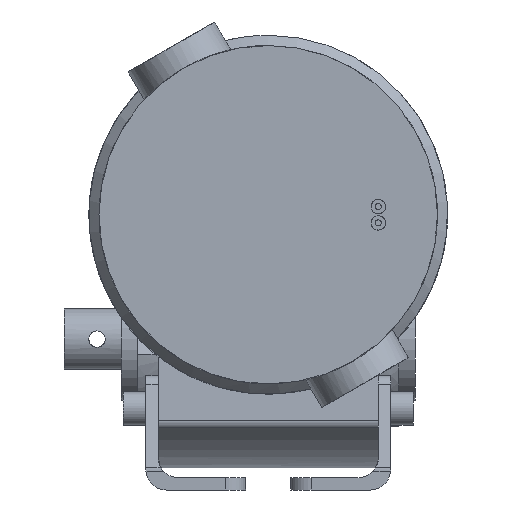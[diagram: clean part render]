
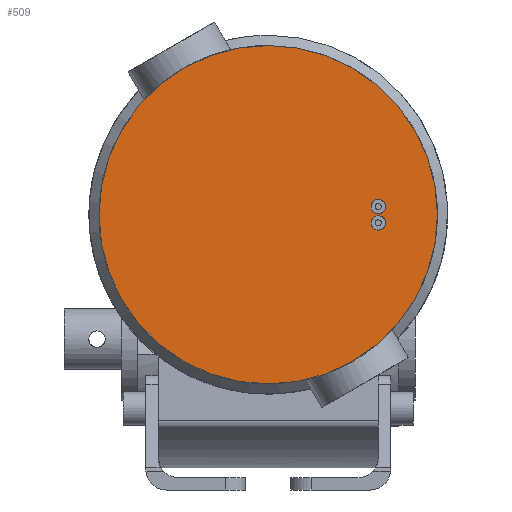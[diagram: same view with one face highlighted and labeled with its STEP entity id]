
A CAD part, left-side view. The second image highlights one B-rep face of the part: STEP entity #509.
In plain terms, the highlighted planar face has unit normal (-1, 0, 0).
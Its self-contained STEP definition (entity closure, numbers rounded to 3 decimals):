
#509 = ADVANCED_FACE( '', ( #1055, #1056, #1057 ), #1058, .T. );
#1055 = FACE_BOUND( '', #1604, .T. );
#1056 = FACE_BOUND( '', #1605, .T. );
#1057 = FACE_OUTER_BOUND( '', #1606, .T. );
#1058 = PLANE( '', #1607 );
#1604 = EDGE_LOOP( '', ( #2971 ) );
#1605 = EDGE_LOOP( '', ( #2972 ) );
#1606 = EDGE_LOOP( '', ( #2973 ) );
#1607 = AXIS2_PLACEMENT_3D( '', #2974, #2975, #2976 );
#2971 = ORIENTED_EDGE( '', *, *, #3219, .F. );
#2972 = ORIENTED_EDGE( '', *, *, #3410, .F. );
#2973 = ORIENTED_EDGE( '', *, *, #3532, .T. );
#2974 = CARTESIAN_POINT( '', ( 0., 0., 0. ) );
#2975 = DIRECTION( '', ( -1., 0., 0. ) );
#2976 = DIRECTION( '', ( 0., 0., 1. ) );
#3219 = EDGE_CURVE( '', #3896, #3896, #3897, .T. );
#3410 = EDGE_CURVE( '', #4177, #4177, #4178, .T. );
#3532 = EDGE_CURVE( '', #4330, #4330, #4331, .T. );
#3896 = VERTEX_POINT( '', #5047 );
#3897 = CIRCLE( '', #5048, 1.75 );
#4177 = VERTEX_POINT( '', #5453 );
#4178 = CIRCLE( '', #5454, 1.75 );
#4330 = VERTEX_POINT( '', #5736 );
#4331 = CIRCLE( '', #5737, 41.5 );
#5047 = CARTESIAN_POINT( '', ( 0., -27., 3.75 ) );
#5048 = AXIS2_PLACEMENT_3D( '', #6032, #6033, #6034 );
#5453 = CARTESIAN_POINT( '', ( 0., -27., -0.25 ) );
#5454 = AXIS2_PLACEMENT_3D( '', #6255, #6256, #6257 );
#5736 = CARTESIAN_POINT( '', ( 0., 0., 41.5 ) );
#5737 = AXIS2_PLACEMENT_3D( '', #6352, #6353, #6354 );
#6032 = CARTESIAN_POINT( '', ( 0., -27., 2. ) );
#6033 = DIRECTION( '', ( -1., 0., 0. ) );
#6034 = DIRECTION( '', ( 0., 0., 1. ) );
#6255 = CARTESIAN_POINT( '', ( 0., -27., -2. ) );
#6256 = DIRECTION( '', ( -1., 0., 0. ) );
#6257 = DIRECTION( '', ( 0., 0., 1. ) );
#6352 = CARTESIAN_POINT( '', ( 0., 0., 0. ) );
#6353 = DIRECTION( '', ( -1., 0., 0. ) );
#6354 = DIRECTION( '', ( 0., 0., 1. ) );
